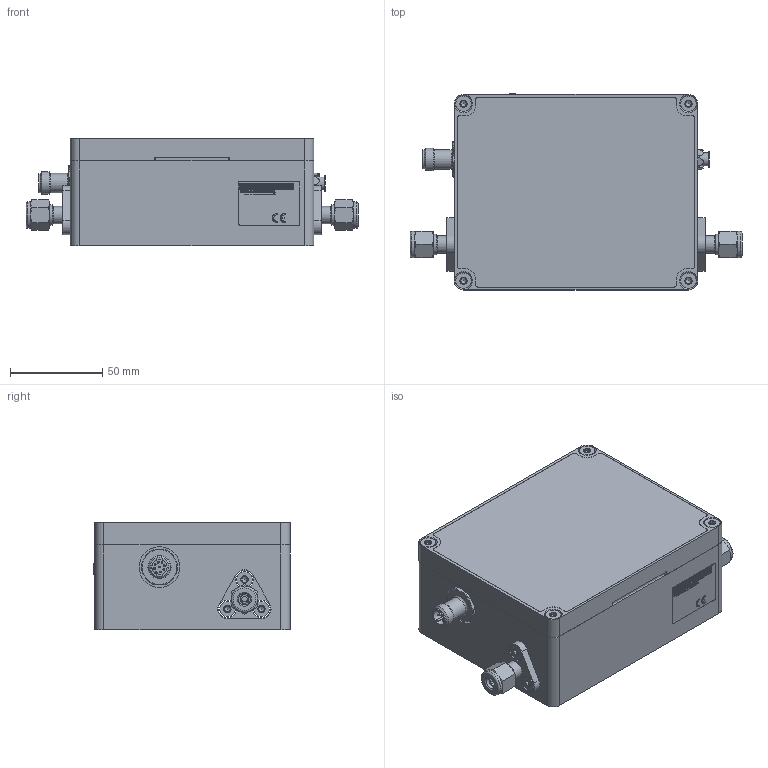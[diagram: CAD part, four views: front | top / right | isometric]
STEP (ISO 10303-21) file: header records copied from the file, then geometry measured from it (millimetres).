
FILE_DESCRIPTION(/* description */ (''),/* implementation_level */ '2;1');
FILE_NAME(/* name */ 'ES-113C-Ann-22.stp',/* time_stamp */ '2021-09-14T15:38:23+02:00',/* author */ ('M-Huiskes'),/* organization */ (''),/* preprocessor_version */ 'ST-DEVELOPER v18.1',/* originating_system */ 'Autodesk Inventor 2021',/* authorisation */ '');
FILE_SCHEMA (('AUTOMOTIVE_DESIGN { 1 0 10303 214 3 1 1 }'));
Length unit declared in the file: millimetre
Products named in the file (1): Part88
Bounding box: 180.08 x 106.52 x 58.1 mm (x, y, z)
Volume: 818615.8 mm3; surface area: 67781.8 mm2
Topology: 1 solids, 15 shells, 1283 faces, 3285 edges, 2172 vertices
Faces by surface type: plane 678, cylinder 334, cone 155, bspline 57, sphere 30, torus 29
Full cylindrical faces by diameter (mm): 1 x8, 1.1 x4, 3 x2, 4.134 x4, 4.8 x6, 5.6 x1, 6.35 x4, 6.525 x2, 6.604 x2, 7.1 x1, 7.62 x2, 8.25 x1, 8.4 x10, 9.398 x4, 9.45 x4, 9.738 x4, 10 x1, 10.25 x1, 10.5 x1, 11.113 x2, 12 x1, 13.75 x1, 14.275 x2, 18 x2, 20 x1, 22 x3
Entity records: 44021 total; most frequent: CARTESIAN_POINT 12250, ORIENTED_EDGE 6548, DIRECTION 5806, EDGE_CURVE 3274, VERTEX_POINT 2172, AXIS2_PLACEMENT_3D 1979, LINE 1848, VECTOR 1848
